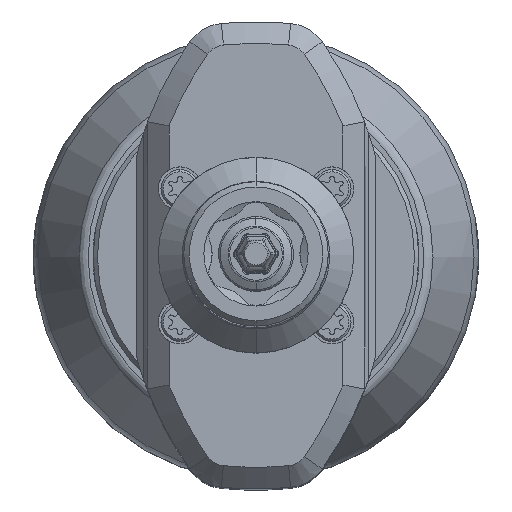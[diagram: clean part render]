
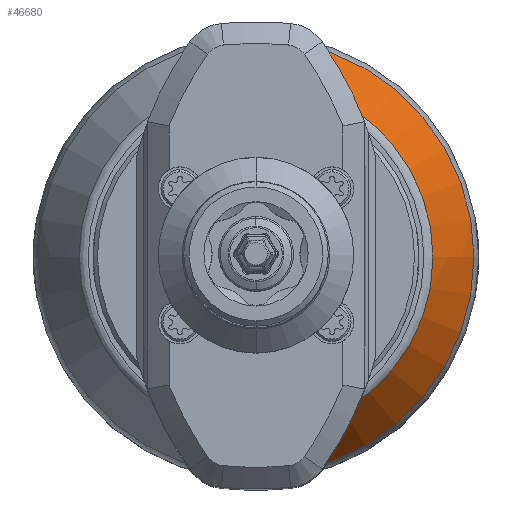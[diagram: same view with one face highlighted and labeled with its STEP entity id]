
A CAD part, top view. The second image highlights one B-rep face of the part: STEP entity #46680.
In plain terms, the highlighted free-form (B-spline) face has degree [3, 3] with [7, 4] control points.
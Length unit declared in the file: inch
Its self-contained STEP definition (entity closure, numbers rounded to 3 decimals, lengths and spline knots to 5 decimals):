
#15021=CARTESIAN_POINT('',(0.,0.,-3.70335));
#15022=DIRECTION('',(0.,0.,1.));
#15023=DIRECTION('',(0.,-1.,0.));
#15024=AXIS2_PLACEMENT_3D('',#15021,#15022,#15023);
#15026=CARTESIAN_POINT('',(0.,-1.18788,-4.86162));
#15027=DIRECTION('',(1.,0.,0.));
#15028=DIRECTION('',(0.,0.913,0.407));
#15029=AXIS2_PLACEMENT_3D('',#15026,#15027,#15028);
#15031=CARTESIAN_POINT('',(0.,0.,-3.9804));
#15032=DIRECTION('',(0.,0.,1.));
#15033=DIRECTION('',(0.,-1.,0.));
#15034=AXIS2_PLACEMENT_3D('',#15031,#15032,#15033);
#15036=CARTESIAN_POINT('',(0.,1.18788,-4.86162));
#15037=DIRECTION('',(-1.,0.,0.));
#15038=DIRECTION('',(0.,-0.913,0.407));
#15039=AXIS2_PLACEMENT_3D('',#15036,#15037,#15038);
#20880=CARTESIAN_POINT('',(0.,0.79005,-3.9804));
#20881=CARTESIAN_POINT('',(0.,-0.79005,-3.9804));
#20882=VERTEX_POINT('',#20880);
#20883=VERTEX_POINT('',#20881);
#20892=CARTESIAN_POINT('',(0.,0.64164,-3.70335));
#20893=CARTESIAN_POINT('',(0.,-0.64164,-3.70335));
#20894=VERTEX_POINT('',#20892);
#20895=VERTEX_POINT('',#20893);
#46642=CARTESIAN_POINT('',(-0.04977,-0.79104,
-3.98615));
#46643=CARTESIAN_POINT('',(-0.047,-0.74699,
-3.88632));
#46644=CARTESIAN_POINT('',(-0.04376,-0.69555,
-3.7901));
#46645=CARTESIAN_POINT('',(-0.04008,-0.63701,
-3.69804));
#46646=CARTESIAN_POINT('',(0.43703,-0.82166,
-3.98615));
#46647=CARTESIAN_POINT('',(0.4127,-0.77591,
-3.88632));
#46648=CARTESIAN_POINT('',(0.38428,-0.72248,
-3.7901));
#46649=CARTESIAN_POINT('',(0.35194,-0.66167,
-3.69804));
#46650=CARTESIAN_POINT('',(0.7926,-0.48776,
-3.98615));
#46651=CARTESIAN_POINT('',(0.74847,-0.46061,
-3.88632));
#46652=CARTESIAN_POINT('',(0.69693,-0.42889,
-3.7901));
#46653=CARTESIAN_POINT('',(0.63827,-0.39279,
-3.69804));
#46654=CARTESIAN_POINT('',(0.7926,0.,-3.98615));
#46655=CARTESIAN_POINT('',(0.74847,0.,-3.88632));
#46656=CARTESIAN_POINT('',(0.69693,0.,-3.7901));
#46657=CARTESIAN_POINT('',(0.63827,0.,-3.69804));
#46658=CARTESIAN_POINT('',(0.7926,0.48776,
-3.98615));
#46659=CARTESIAN_POINT('',(0.74847,0.46061,
-3.88632));
#46660=CARTESIAN_POINT('',(0.69693,0.42889,
-3.7901));
#46661=CARTESIAN_POINT('',(0.63827,0.39279,
-3.69804));
#46662=CARTESIAN_POINT('',(0.43703,0.82166,
-3.98615));
#46663=CARTESIAN_POINT('',(0.4127,0.77591,
-3.88632));
#46664=CARTESIAN_POINT('',(0.38428,0.72248,
-3.7901));
#46665=CARTESIAN_POINT('',(0.35194,0.66167,
-3.69804));
#46666=CARTESIAN_POINT('',(-0.04977,0.79104,
-3.98615));
#46667=CARTESIAN_POINT('',(-0.047,0.74699,
-3.88632));
#46668=CARTESIAN_POINT('',(-0.04376,0.69555,
-3.7901));
#46669=CARTESIAN_POINT('',(-0.04008,0.63701,
-3.69804));
#46670=(BOUNDED_SURFACE()B_SPLINE_SURFACE(3,3,((#46642,#46643,#46644,#46645),(
#46646,#46647,#46648,#46649),(#46650,#46651,#46652,#46653),(#46654,#46655,
#46656,#46657),(#46658,#46659,#46660,#46661),(#46662,#46663,#46664,#46665),(
#46666,#46667,#46668,#46669)),.UNSPECIFIED.,.F.,.F.,.F.)B_SPLINE_SURFACE_WITH_KNOTS((4,3,4),(4,4),(0.,1.,2.),(0.,1.),.UNSPECIFIED.)GEOMETRIC_REPRESENTATION_ITEM()RATIONAL_B_SPLINE_SURFACE(((1.189,1.187,
1.187,1.189),(0.939,0.937,
0.937,0.939),(0.939,0.937,
0.937,0.939),(1.189,1.187,
1.187,1.189),(0.939,0.937,
0.937,0.939),(0.939,0.937,
0.937,0.939),(1.189,1.187,
1.187,1.189)))REPRESENTATION_ITEM('')SURFACE());
#46671=ORIENTED_EDGE('',*,*,#46629,.T.);
#46673=ORIENTED_EDGE('',*,*,#46672,.F.);
#46675=ORIENTED_EDGE('',*,*,#46674,.F.);
#46677=ORIENTED_EDGE('',*,*,#46676,.T.);
#46678=EDGE_LOOP('',(#46671,#46673,#46675,#46677));
#46679=FACE_OUTER_BOUND('',#46678,.F.);
#15025=CIRCLE('',#15024,0.64164);
#15030=CIRCLE('',#15029,2.16535);
#15035=CIRCLE('',#15034,0.79005);
#15040=CIRCLE('',#15039,2.16535);
#46629=EDGE_CURVE('',#20895,#20894,#15025,.T.);
#46672=EDGE_CURVE('',#20882,#20894,#15030,.T.);
#46674=EDGE_CURVE('',#20883,#20882,#15035,.T.);
#46676=EDGE_CURVE('',#20883,#20895,#15040,.T.);
#46680=ADVANCED_FACE('',(#46679),#46670,.T.);
